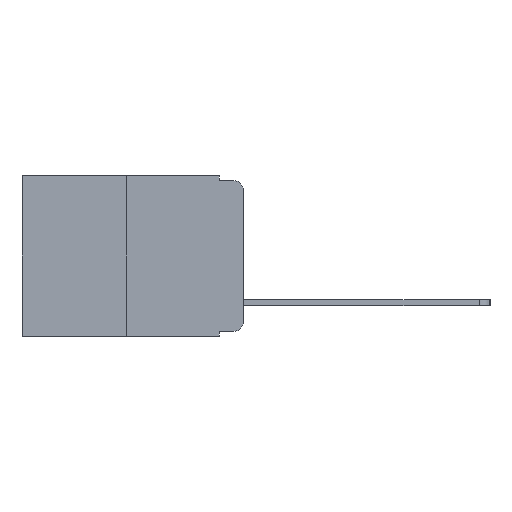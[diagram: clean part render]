
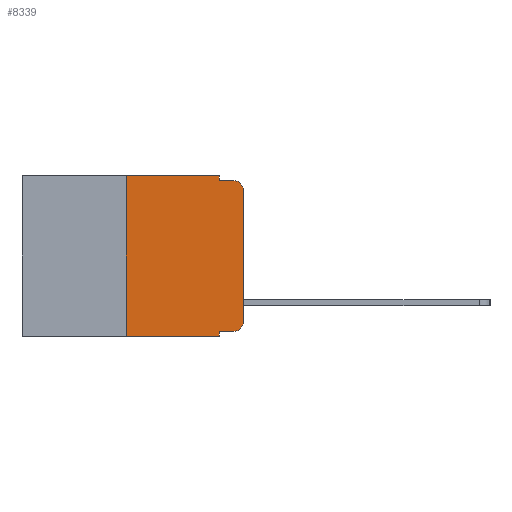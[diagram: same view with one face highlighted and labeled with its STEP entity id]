
A CAD part, left-side view. The second image highlights one B-rep face of the part: STEP entity #8339.
In plain terms, the highlighted planar face has unit normal (-1, 0, 0).
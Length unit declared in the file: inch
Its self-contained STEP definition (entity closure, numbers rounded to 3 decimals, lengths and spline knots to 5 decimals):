
#249 = VECTOR ( 'NONE', #14162, 39.37008 ) ;
#449 = DIRECTION ( 'NONE',  ( -1., 0., 0. ) ) ;
#654 = ORIENTED_EDGE ( 'NONE', *, *, #1270, .T. ) ;
#1270 = EDGE_CURVE ( 'NONE', #9105, #4761, #16367, .T. ) ;
#1556 = LINE ( 'NONE', #3483, #20067 ) ;
#1608 = ORIENTED_EDGE ( 'NONE', *, *, #17498, .F. ) ;
#1788 = FACE_OUTER_BOUND ( 'NONE', #8410, .T. ) ;
#1823 = VERTEX_POINT ( 'NONE', #14351 ) ;
#1921 = DIRECTION ( 'NONE',  ( 0., -1., 0. ) ) ;
#2572 = VERTEX_POINT ( 'NONE', #23023 ) ;
#2590 = EDGE_CURVE ( 'NONE', #1823, #9105, #1556, .T. ) ;
#2676 = LINE ( 'NONE', #16381, #11754 ) ;
#3483 = CARTESIAN_POINT ( 'NONE',  ( 0., 0., 0. ) ) ;
#3859 = CARTESIAN_POINT ( 'NONE',  ( 0., 0.02, -0.333 ) ) ;
#3863 = DIRECTION ( 'NONE',  ( 0., -1., 0. ) ) ;
#4070 = DIRECTION ( 'NONE',  ( 0., 0., -1. ) ) ;
#4181 = DIRECTION ( 'NONE',  ( 1., 0., 0. ) ) ;
#4761 = VERTEX_POINT ( 'NONE', #7610 ) ;
#4889 = CARTESIAN_POINT ( 'NONE',  ( 0., 0.473, 0. ) ) ;
#5292 = DIRECTION ( 'NONE',  ( 0., 0., 1. ) ) ;
#6554 = ORIENTED_EDGE ( 'NONE', *, *, #16328, .T. ) ;
#6825 = ORIENTED_EDGE ( 'NONE', *, *, #22085, .F. ) ;
#6889 = CARTESIAN_POINT ( 'NONE',  ( 0., 0., -0.03 ) ) ;
#7610 = CARTESIAN_POINT ( 'NONE',  ( 0., 0.02, -0.01 ) ) ;
#7942 = ORIENTED_EDGE ( 'NONE', *, *, #19792, .F. ) ;
#8339 = ADVANCED_FACE ( 'NONE', ( #1788 ), #9515, .F. ) ;
#8410 = EDGE_LOOP ( 'NONE', ( #19318, #654, #11053, #6825, #21446, #7942, #9083, #1608, #6554, #11902 ) ) ;
#8551 = VECTOR ( 'NONE', #11133, 39.37008 ) ;
#8916 = CARTESIAN_POINT ( 'NONE',  ( 0., 0.25, 0. ) ) ;
#9083 = ORIENTED_EDGE ( 'NONE', *, *, #15469, .T. ) ;
#9105 = VERTEX_POINT ( 'NONE', #6889 ) ;
#9201 = VERTEX_POINT ( 'NONE', #19515 ) ;
#9515 = PLANE ( 'NONE',  #14973 ) ;
#9753 = DIRECTION ( 'NONE',  ( -1., 0., 0. ) ) ;
#9768 = LINE ( 'NONE', #4889, #19162 ) ;
#9845 = CARTESIAN_POINT ( 'NONE',  ( 0., 0.051, -0.333 ) ) ;
#10036 = DIRECTION ( 'NONE',  ( 0., 0., 1. ) ) ;
#10107 = CARTESIAN_POINT ( 'NONE',  ( 0., 0.051, -0.343 ) ) ;
#11053 = ORIENTED_EDGE ( 'NONE', *, *, #23261, .F. ) ;
#11094 = VECTOR ( 'NONE', #3863, 39.37008 ) ;
#11133 = DIRECTION ( 'NONE',  ( 0., 0., -1. ) ) ;
#11334 = VERTEX_POINT ( 'NONE', #10107 ) ;
#11548 = VECTOR ( 'NONE', #5292, 39.37008 ) ;
#11754 = VECTOR ( 'NONE', #1921, 39.37008 ) ;
#11902 = ORIENTED_EDGE ( 'NONE', *, *, #15179, .T. ) ;
#13182 = VERTEX_POINT ( 'NONE', #3859 ) ;
#14012 = AXIS2_PLACEMENT_3D ( 'NONE', #23088, #449, #14069 ) ;
#14069 = DIRECTION ( 'NONE',  ( 0., 0., -1. ) ) ;
#14162 = DIRECTION ( 'NONE',  ( 0., -1., 0. ) ) ;
#14350 = AXIS2_PLACEMENT_3D ( 'NONE', #20279, #9753, #22000 ) ;
#14351 = CARTESIAN_POINT ( 'NONE',  ( 0., 0., -0.313 ) ) ;
#14973 = AXIS2_PLACEMENT_3D ( 'NONE', #21846, #4181, #16750 ) ;
#15179 = EDGE_CURVE ( 'NONE', #13182, #1823, #16264, .T. ) ;
#15469 = EDGE_CURVE ( 'NONE', #9201, #11334, #19494, .T. ) ;
#15619 = VERTEX_POINT ( 'NONE', #19751 ) ;
#15838 = LINE ( 'NONE', #16445, #11094 ) ;
#16264 = CIRCLE ( 'NONE', #14350, 0.02 ) ;
#16288 = LINE ( 'NONE', #8916, #11548 ) ;
#16328 = EDGE_CURVE ( 'NONE', #16535, #13182, #2676, .T. ) ;
#16367 = CIRCLE ( 'NONE', #14012, 0.02 ) ;
#16381 = CARTESIAN_POINT ( 'NONE',  ( 0., 0.051, -0.333 ) ) ;
#16445 = CARTESIAN_POINT ( 'NONE',  ( 0., 0.051, -0.01 ) ) ;
#16535 = VERTEX_POINT ( 'NONE', #9845 ) ;
#16564 = CARTESIAN_POINT ( 'NONE',  ( 0., 0.051, 0. ) ) ;
#16570 = VERTEX_POINT ( 'NONE', #17074 ) ;
#16750 = DIRECTION ( 'NONE',  ( 0., 0., -1. ) ) ;
#17074 = CARTESIAN_POINT ( 'NONE',  ( 0., 0.051, 0. ) ) ;
#17429 = DIRECTION ( 'NONE',  ( 0., -1., 0. ) ) ;
#17498 = EDGE_CURVE ( 'NONE', #16535, #11334, #22018, .T. ) ;
#19162 = VECTOR ( 'NONE', #17429, 39.37008 ) ;
#19318 = ORIENTED_EDGE ( 'NONE', *, *, #2590, .T. ) ;
#19494 = LINE ( 'NONE', #22751, #249 ) ;
#19515 = CARTESIAN_POINT ( 'NONE',  ( 0., 0.25, -0.343 ) ) ;
#19675 = VECTOR ( 'NONE', #4070, 39.37008 ) ;
#19751 = CARTESIAN_POINT ( 'NONE',  ( 0., 0.25, 0. ) ) ;
#19792 = EDGE_CURVE ( 'NONE', #9201, #15619, #16288, .T. ) ;
#20067 = VECTOR ( 'NONE', #10036, 39.37008 ) ;
#20279 = CARTESIAN_POINT ( 'NONE',  ( 0., 0.02, -0.313 ) ) ;
#20739 = LINE ( 'NONE', #16564, #19675 ) ;
#21446 = ORIENTED_EDGE ( 'NONE', *, *, #21523, .F. ) ;
#21523 = EDGE_CURVE ( 'NONE', #15619, #16570, #9768, .T. ) ;
#21586 = CARTESIAN_POINT ( 'NONE',  ( 0., 0.051, 0. ) ) ;
#21846 = CARTESIAN_POINT ( 'NONE',  ( 0., 0.473, 0. ) ) ;
#22000 = DIRECTION ( 'NONE',  ( 0., 0., -1. ) ) ;
#22018 = LINE ( 'NONE', #21586, #8551 ) ;
#22085 = EDGE_CURVE ( 'NONE', #16570, #2572, #20739, .T. ) ;
#22751 = CARTESIAN_POINT ( 'NONE',  ( 0., 0.473, -0.343 ) ) ;
#23023 = CARTESIAN_POINT ( 'NONE',  ( 0., 0.051, -0.01 ) ) ;
#23088 = CARTESIAN_POINT ( 'NONE',  ( 0., 0.02, -0.03 ) ) ;
#23261 = EDGE_CURVE ( 'NONE', #2572, #4761, #15838, .T. ) ;
